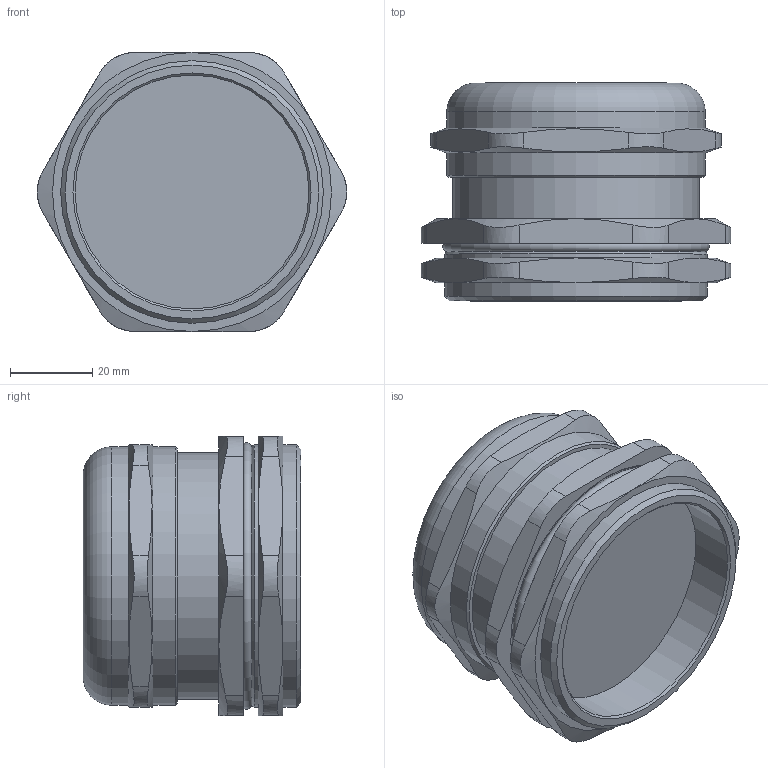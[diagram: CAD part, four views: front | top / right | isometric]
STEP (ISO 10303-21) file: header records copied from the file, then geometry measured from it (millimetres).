
FILE_DESCRIPTION(/* description */ ('','CAx-IF Rec.Pracs.---Representation and Presentation of Product Manufacturing Information (PMI)---4.0---2014-10-13'),/* implementation_level */ '2;1');
FILE_NAME(/* name */ 'ЗЭТАРУС M64 (37-44 мм).stp',/* time_stamp */ '2023-02-06T14:33:27+07:00',/* author */ ('zeta-09'),/* organization */ (''),/* preprocessor_version */ 'ST-DEVELOPER v18.1',/* originating_system */ 'Autodesk Inventor 2021',/* authorisation */ '');
FILE_SCHEMA (('AP242_MANAGED_MODEL_BASED_3D_ENGINEERING_MIM_LF { 1 0 10303 442 1 1 4 }'));
Length unit declared in the file: millimetre
Products named in the file (1): Деталь2
Bounding box: 75.43 x 53.08 x 68 mm (x, y, z)
Volume: 143310.1 mm3; surface area: 27833.8 mm2
Topology: 1 solids, 3 shells, 85 faces, 197 edges, 124 vertices
Faces by surface type: plane 31, cylinder 25, cone 25, torus 4
Full cylindrical faces by diameter (mm): 57 x1, 60 x1, 61.8 x1, 63 x2, 64 x2
Entity records: 2864 total; most frequent: CARTESIAN_POINT 864, ORIENTED_EDGE 392, DIRECTION 376, EDGE_CURVE 197, AXIS2_PLACEMENT_3D 160, VERTEX_POINT 124, EDGE_LOOP 94, STYLED_ITEM 85
